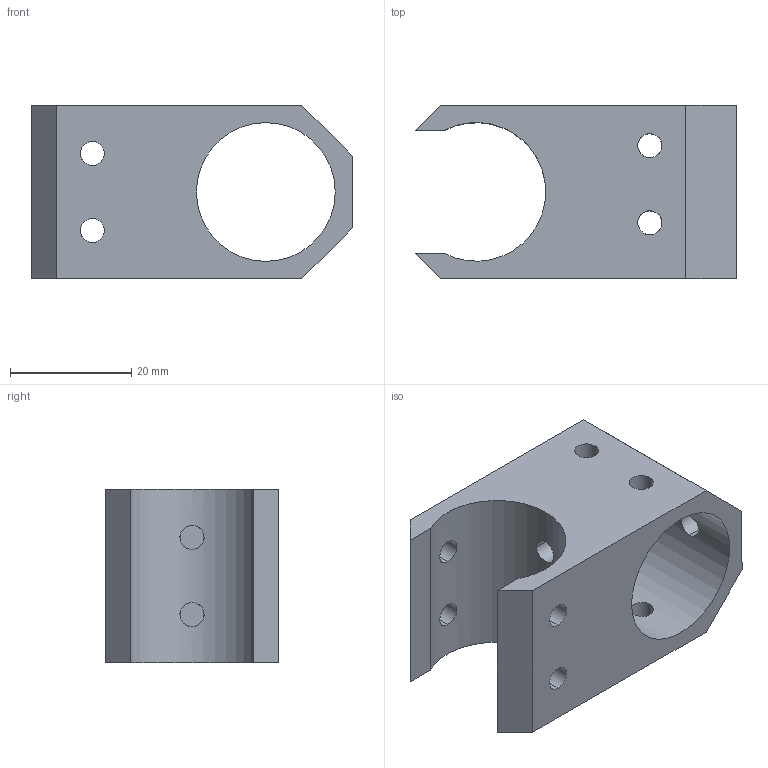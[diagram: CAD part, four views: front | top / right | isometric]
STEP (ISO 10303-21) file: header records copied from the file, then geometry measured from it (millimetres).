
FILE_DESCRIPTION (( 'STEP AP214' ), '1' );
FILE_NAME ('90 Degree Offset Connector - No Clamp.STEP', '2021-04-13T21:36:16', ( '' ), ( '' ), 'SwSTEP 2.0', 'SolidWorks 2020', '' );
FILE_SCHEMA (( 'AUTOMOTIVE_DESIGN' ));
Length unit declared in the file: inch
Products named in the file (1): 90 Degree Offset Connector - No Clamp
Bounding box: 52.91 x 28.57 x 28.57 mm (x, y, z)
Volume: 16600.6 mm3; surface area: 8706.2 mm2
Topology: 1 solids, 1 shells, 40 faces, 114 edges, 76 vertices
Faces by surface type: cylinder 27, plane 13
Entity records: 2008 total; most frequent: CARTESIAN_POINT 903, ORIENTED_EDGE 228, DIRECTION 198, EDGE_CURVE 114, VERTEX_POINT 76, AXIS2_PLACEMENT_3D 71, EDGE_LOOP 62, VECTOR 56
